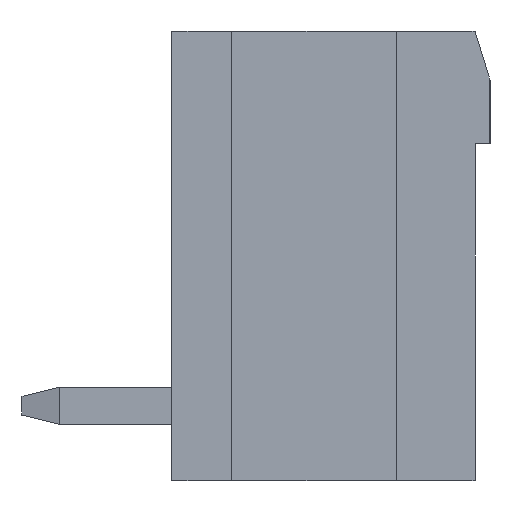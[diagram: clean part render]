
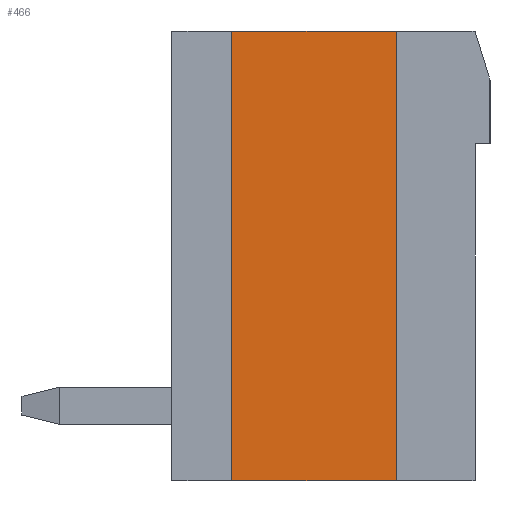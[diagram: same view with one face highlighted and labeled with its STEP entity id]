
A CAD part, left-side view. The second image highlights one B-rep face of the part: STEP entity #466.
In plain terms, the highlighted planar face has unit normal (-1, 0, 0).
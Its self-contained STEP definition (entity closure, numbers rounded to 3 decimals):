
#466 = ADVANCED_FACE( '', ( #1052 ), #1053, .T. );
#1052 = FACE_OUTER_BOUND( '', #1816, .T. );
#1053 = PLANE( '', #1817 );
#1816 = EDGE_LOOP( '', ( #2917, #2918, #2919, #2920 ) );
#1817 = AXIS2_PLACEMENT_3D( '', #2921, #2922, #2923 );
#2917 = ORIENTED_EDGE( '', *, *, #4970, .T. );
#2918 = ORIENTED_EDGE( '', *, *, #4971, .F. );
#2919 = ORIENTED_EDGE( '', *, *, #4972, .F. );
#2920 = ORIENTED_EDGE( '', *, *, #4973, .F. );
#2921 = CARTESIAN_POINT( '', ( -20.13, 2.45, -37.614 ) );
#2922 = DIRECTION( '', ( -1., 0., 0. ) );
#2923 = DIRECTION( '', ( 0., 0., 1. ) );
#4970 = EDGE_CURVE( '', #6093, #6094, #6095, .T. );
#4971 = EDGE_CURVE( '', #6096, #6094, #6097, .T. );
#4972 = EDGE_CURVE( '', #6098, #6096, #6099, .T. );
#4973 = EDGE_CURVE( '', #6093, #6098, #6100, .T. );
#6093 = VERTEX_POINT( '', #7772 );
#6094 = VERTEX_POINT( '', #7773 );
#6095 = LINE( '', #7774, #7775 );
#6096 = VERTEX_POINT( '', #7776 );
#6097 = LINE( '', #7777, #7778 );
#6098 = VERTEX_POINT( '', #7779 );
#6099 = LINE( '', #7780, #7781 );
#6100 = LINE( '', #7782, #7783 );
#7772 = CARTESIAN_POINT( '', ( -20.13, -1.95, -6. ) );
#7773 = CARTESIAN_POINT( '', ( -20.13, -1.95, 6. ) );
#7774 = CARTESIAN_POINT( '', ( -20.13, -1.95, -37.614 ) );
#7775 = VECTOR( '', #9283, 1000. );
#7776 = CARTESIAN_POINT( '', ( -20.13, 2.45, 6. ) );
#7777 = CARTESIAN_POINT( '', ( -20.13, 2.45, 6. ) );
#7778 = VECTOR( '', #9284, 1000. );
#7779 = CARTESIAN_POINT( '', ( -20.13, 2.45, -6. ) );
#7780 = CARTESIAN_POINT( '', ( -20.13, 2.45, -37.614 ) );
#7781 = VECTOR( '', #9285, 1000. );
#7782 = CARTESIAN_POINT( '', ( -20.13, 4.05, -6. ) );
#7783 = VECTOR( '', #9286, 1000. );
#9283 = DIRECTION( '', ( 0., 0., 1. ) );
#9284 = DIRECTION( '', ( 0., -1., 0. ) );
#9285 = DIRECTION( '', ( 0., 0., 1. ) );
#9286 = DIRECTION( '', ( 0., 1., 0. ) );
